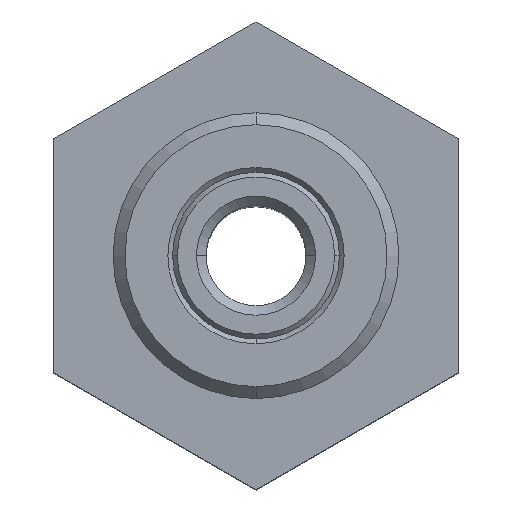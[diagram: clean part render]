
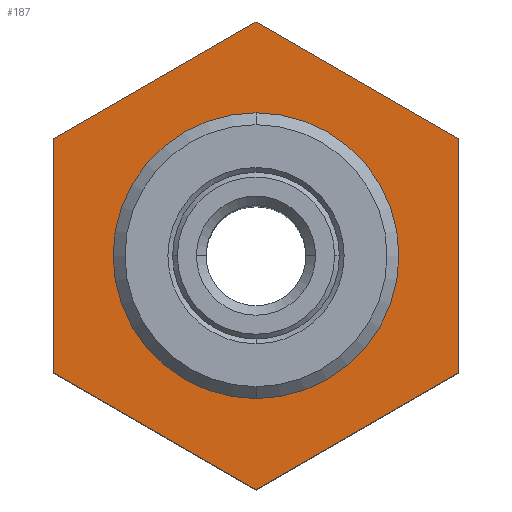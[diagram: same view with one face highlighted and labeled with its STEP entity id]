
A CAD part, top view. The second image highlights one B-rep face of the part: STEP entity #187.
In plain terms, the highlighted planar face has unit normal (0, 0, 1).
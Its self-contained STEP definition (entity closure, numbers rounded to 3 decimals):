
#187=ADVANCED_FACE('NONE',(#361,#362),#363,.T.);
#361=FACE_OUTER_BOUND('',#539,.T.);
#362=FACE_BOUND('',#540,.T.);
#363=PLANE('',#541);
#539=EDGE_LOOP('',(#893,#894,#895,#896,#897,#898));
#540=EDGE_LOOP('',(#899,#900));
#541=AXIS2_PLACEMENT_3D('',#901,#902,#903);
#893=ORIENTED_EDGE('',*,*,#1100,.T.);
#894=ORIENTED_EDGE('',*,*,#1101,.T.);
#895=ORIENTED_EDGE('',*,*,#1102,.T.);
#896=ORIENTED_EDGE('',*,*,#1103,.T.);
#897=ORIENTED_EDGE('',*,*,#1104,.T.);
#898=ORIENTED_EDGE('',*,*,#1105,.T.);
#899=ORIENTED_EDGE('',*,*,#1095,.F.);
#900=ORIENTED_EDGE('',*,*,#1106,.F.);
#901=CARTESIAN_POINT('',(28.451,8.016,36.5));
#902=DIRECTION('',(0.0,0.0,1.0));
#903=DIRECTION('',(1.0,-0.0,0.0));
#1095=EDGE_CURVE('NONE',#1299,#1300,#1301,.T.);
#1100=EDGE_CURVE('NONE',#1308,#1309,#1310,.T.);
#1101=EDGE_CURVE('NONE',#1309,#1311,#1312,.T.);
#1102=EDGE_CURVE('NONE',#1311,#1313,#1314,.T.);
#1103=EDGE_CURVE('NONE',#1313,#1315,#1316,.T.);
#1104=EDGE_CURVE('NONE',#1315,#1317,#1318,.T.);
#1105=EDGE_CURVE('NONE',#1317,#1308,#1319,.T.);
#1106=EDGE_CURVE('NONE',#1300,#1299,#1320,.T.);
#1299=VERTEX_POINT('NONE',#1563);
#1300=VERTEX_POINT('NONE',#1564);
#1301=CIRCLE('',#1565,5.1);
#1308=VERTEX_POINT('NONE',#1574);
#1309=VERTEX_POINT('NONE',#1575);
#1310=LINE('',#1576,#1577);
#1311=VERTEX_POINT('NONE',#1578);
#1312=LINE('',#1579,#1580);
#1313=VERTEX_POINT('NONE',#1581);
#1314=LINE('',#1582,#1583);
#1315=VERTEX_POINT('NONE',#1584);
#1316=LINE('',#1585,#1586);
#1317=VERTEX_POINT('NONE',#1587);
#1318=LINE('',#1588,#1589);
#1319=LINE('',#1590,#1591);
#1320=CIRCLE('',#1592,5.1);
#1563=CARTESIAN_POINT('',(7.034,10.566,36.5));
#1564=CARTESIAN_POINT('',(15.868,5.466,36.5));
#1565=AXIS2_PLACEMENT_3D('',#1785,#1786,#1787);
#1574=CARTESIAN_POINT('',(11.451,-1.799,36.5));
#1575=CARTESIAN_POINT('',(19.951,3.108,36.5));
#1576=CARTESIAN_POINT('',(11.451,-1.799,36.5));
#1577=VECTOR('',#1793,1000.0);
#1578=CARTESIAN_POINT('',(19.951,12.923,36.5));
#1579=CARTESIAN_POINT('',(19.951,3.108,36.5));
#1580=VECTOR('',#1794,1000.0);
#1581=CARTESIAN_POINT('',(11.451,17.831,36.5));
#1582=CARTESIAN_POINT('',(19.951,12.923,36.5));
#1583=VECTOR('',#1795,1000.0);
#1584=CARTESIAN_POINT('',(2.951,12.923,36.5));
#1585=CARTESIAN_POINT('',(11.451,17.831,36.5));
#1586=VECTOR('',#1796,1000.0);
#1587=CARTESIAN_POINT('',(2.951,3.108,36.5));
#1588=CARTESIAN_POINT('',(2.951,12.923,36.5));
#1589=VECTOR('',#1797,1000.0);
#1590=CARTESIAN_POINT('',(2.951,3.108,36.5));
#1591=VECTOR('',#1798,1000.0);
#1592=AXIS2_PLACEMENT_3D('',#1799,#1800,#1801);
#1785=CARTESIAN_POINT('',(11.451,8.016,36.5));
#1786=DIRECTION('',(0.0,0.0,1.0));
#1787=DIRECTION('',(0.866,-0.5,0.0));
#1793=DIRECTION('',(0.866,0.5,0.0));
#1794=DIRECTION('',(0.,1.0,0.0));
#1795=DIRECTION('',(-0.866,0.5,0.0));
#1796=DIRECTION('',(-0.866,-0.5,0.0));
#1797=DIRECTION('',(0.,-1.0,0.0));
#1798=DIRECTION('',(0.866,-0.5,0.0));
#1799=CARTESIAN_POINT('',(11.451,8.016,36.5));
#1800=DIRECTION('',(0.0,0.0,1.0));
#1801=DIRECTION('',(0.866,-0.5,0.0));
